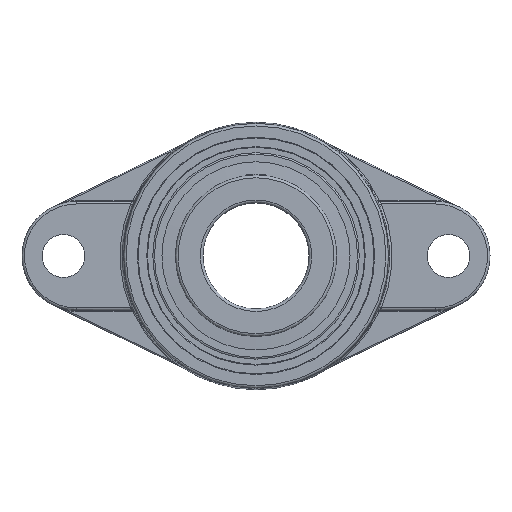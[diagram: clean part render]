
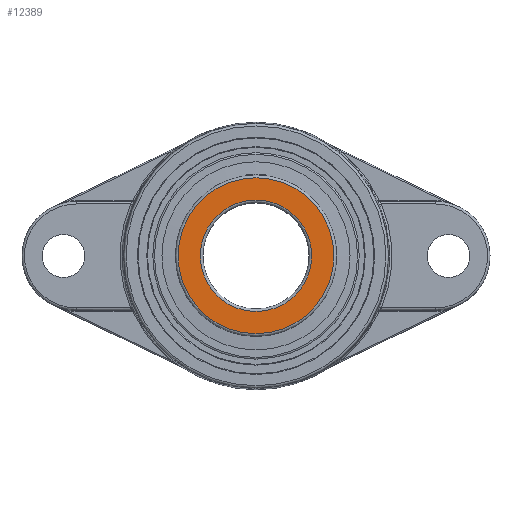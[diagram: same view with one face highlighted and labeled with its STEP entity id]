
A CAD part, top view. The second image highlights one B-rep face of the part: STEP entity #12389.
In plain terms, the highlighted face is planar.
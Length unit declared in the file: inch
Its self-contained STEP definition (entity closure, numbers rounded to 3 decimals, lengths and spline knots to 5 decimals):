
#12340=CARTESIAN_POINT('',(-0.82062,0.,0.));
#12341=VERTEX_POINT('',#12340);
#12351=CARTESIAN_POINT('',(0.,-0.,0.));
#12352=DIRECTION('',(0.,0.,-1.));
#12353=DIRECTION('',(1.,0.,0.));
#12354=AXIS2_PLACEMENT_3D('',#12351,#12352,#12353);
#12355=CIRCLE('',#12354,0.82062);
#12356=EDGE_CURVE('',#12341,#12341,#12355,.T.);
#12361=CARTESIAN_POINT('',(0.,-0.,0.));
#12362=DIRECTION('',(0.,0.,1.));
#12363=DIRECTION('',(1.,0.,0.));
#12364=AXIS2_PLACEMENT_3D('',#12361,#12362,#12363);
#12365=PLANE('',#12364);
#12366=CARTESIAN_POINT('',(-1.14763,0.,0.));
#12367=VERTEX_POINT('',#12366);
#12368=CARTESIAN_POINT('',(1.14763,0.,0.));
#12369=VERTEX_POINT('',#12368);
#12370=CARTESIAN_POINT('',(0.,-0.,0.));
#12371=DIRECTION('',(0.,0.,1.));
#12372=DIRECTION('',(-1.,0.,0.));
#12373=AXIS2_PLACEMENT_3D('',#12370,#12371,#12372);
#12374=CIRCLE('',#12373,1.14763);
#12375=EDGE_CURVE('',#12367,#12369,#12374,.T.);
#12376=ORIENTED_EDGE('',*,*,#12375,.F.);
#12377=CARTESIAN_POINT('',(0.,-0.,0.));
#12378=DIRECTION('',(0.,0.,1.));
#12379=DIRECTION('',(-1.,0.,0.));
#12380=AXIS2_PLACEMENT_3D('',#12377,#12378,#12379);
#12381=CIRCLE('',#12380,1.14763);
#12382=EDGE_CURVE('',#12369,#12367,#12381,.T.);
#12383=ORIENTED_EDGE('',*,*,#12382,.F.);
#12384=EDGE_LOOP('',(#12376,#12383));
#12385=FACE_BOUND('',#12384,.T.);
#12386=ORIENTED_EDGE('',*,*,#12356,.F.);
#12387=EDGE_LOOP('',(#12386));
#12388=FACE_BOUND('',#12387,.T.);
#12389=ADVANCED_FACE('',(#12385,#12388),#12365,.F.);
